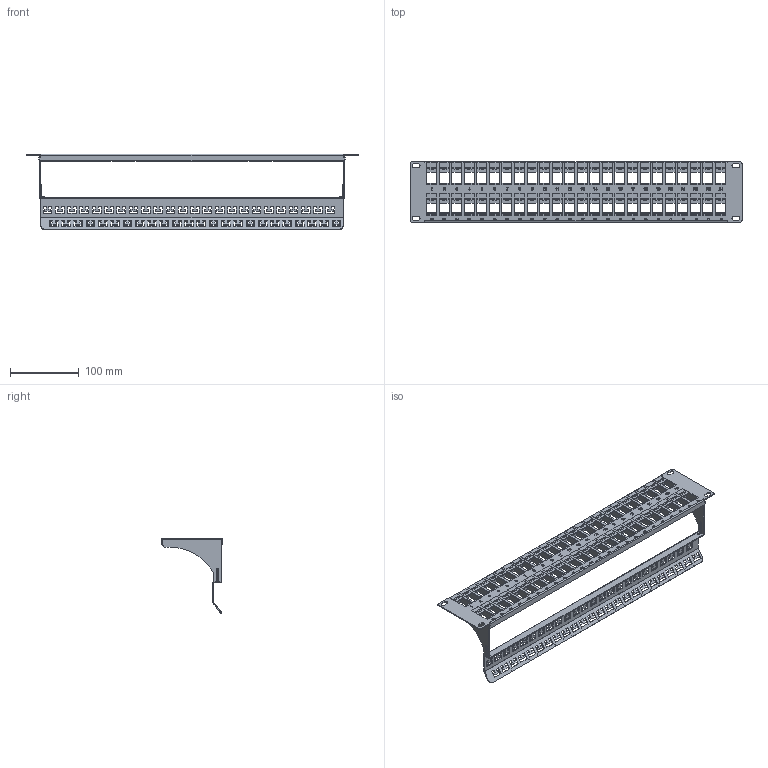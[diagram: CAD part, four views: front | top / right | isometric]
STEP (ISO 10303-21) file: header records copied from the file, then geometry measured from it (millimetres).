
FILE_DESCRIPTION (( 'STEP AP214' ), '1' );
FILE_NAME ('PR35-48KS-CM.STEP', '2019-04-19T11:34:19', ( '' ), ( '' ), 'SwSTEP 2.0', 'SolidWorks 2018', '' );
FILE_SCHEMA (( 'AUTOMOTIVE_DESIGN' ));
Length unit declared in the file: inch
Products named in the file (3): PR35-48KS-CM_MA1; PR35-48KS-CM; PR35-48KS-CM_MA2
Assembly tree (2 placements, depth 2):
  PR35-48KS-CM
    PR35-48KS-CM_MA1
    PR35-48KS-CM_MA2
Bounding box: 482.6 x 87.83 x 110.08 mm (x, y, z)
Volume: 152786.8 mm3; surface area: 228421.1 mm2
Topology: 50 solids, 50 shells, 4845 faces, 13241 edges, 8708 vertices
Faces by surface type: plane 3328, bspline 1367, cylinder 106, torus 36, sphere 8
Entity records: 257358 total; most frequent: CARTESIAN_POINT 110386, ORIENTED_EDGE 26458, DIRECTION 17759, EDGE_CURVE 13229, LINE 10197, VECTOR 10197, VERTEX_POINT 8708, EDGE_LOOP 5461
